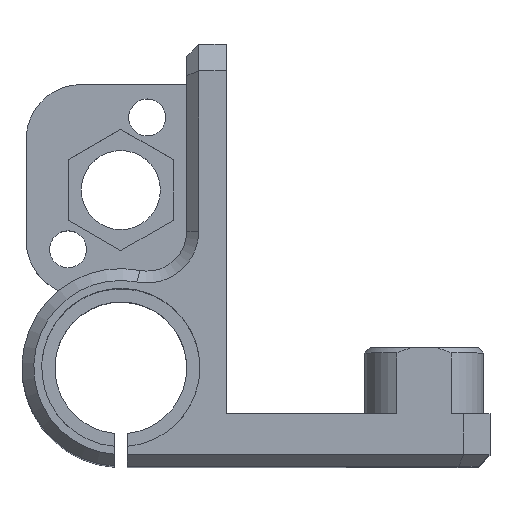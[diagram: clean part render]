
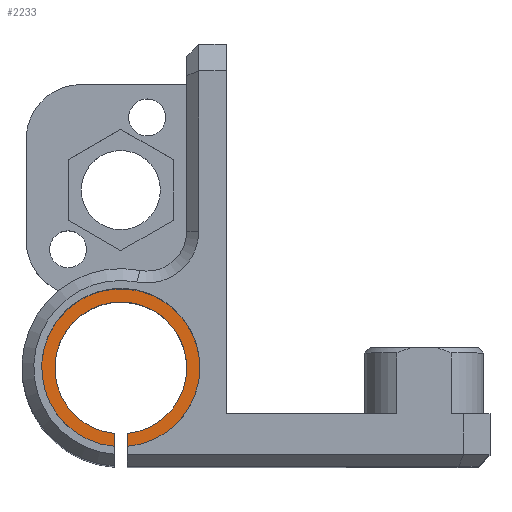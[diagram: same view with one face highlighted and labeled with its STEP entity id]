
A CAD part, top view. The second image highlights one B-rep face of the part: STEP entity #2233.
In plain terms, the highlighted planar face has unit normal (0, 0, 1).
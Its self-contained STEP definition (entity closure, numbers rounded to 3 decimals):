
#44 = PLANE('',#45);
#45 = AXIS2_PLACEMENT_3D('',#46,#47,#48);
#46 = CARTESIAN_POINT('',(-0.5,-4.073,26.5));
#47 = DIRECTION('',(1.,0.,0.));
#48 = DIRECTION('',(0.,0.,1.));
#73 = CYLINDRICAL_SURFACE('',#74,6.);
#74 = AXIS2_PLACEMENT_3D('',#75,#76,#77);
#75 = CARTESIAN_POINT('',(0.,2.5,0.));
#76 = DIRECTION('',(0.,0.,1.));
#77 = DIRECTION('',(1.,0.,0.));
#125 = PLANE('',#126);
#126 = AXIS2_PLACEMENT_3D('',#127,#128,#129);
#127 = CARTESIAN_POINT('',(0.5,-4.081,26.5));
#128 = DIRECTION('',(-1.,-0.,-0.));
#129 = DIRECTION('',(0.,0.,-1.));
#704 = VERTEX_POINT('',#705);
#705 = CARTESIAN_POINT('',(-0.5,-2.475,34.));
#719 = CYLINDRICAL_SURFACE('',#720,5.);
#720 = AXIS2_PLACEMENT_3D('',#721,#722,#723);
#721 = CARTESIAN_POINT('',(0.,2.5,19.));
#722 = DIRECTION('',(0.,0.,1.));
#723 = DIRECTION('',(1.,0.,0.));
#731 = EDGE_CURVE('',#732,#704,#734,.T.);
#732 = VERTEX_POINT('',#733);
#733 = CARTESIAN_POINT('',(-0.5,-3.479,34.));
#734 = SURFACE_CURVE('',#735,(#739,#746),.PCURVE_S1.);
#735 = LINE('',#736,#737);
#736 = CARTESIAN_POINT('',(-0.5,-2.25,34.));
#737 = VECTOR('',#738,1.);
#738 = DIRECTION('',(0.,1.,0.));
#739 = PCURVE('',#44,#740);
#740 = DEFINITIONAL_REPRESENTATION('',(#741),#745);
#741 = LINE('',#742,#743);
#742 = CARTESIAN_POINT('',(7.5,-1.823));
#743 = VECTOR('',#744,1.);
#744 = DIRECTION('',(0.,-1.));
#745 = ( GEOMETRIC_REPRESENTATION_CONTEXT(2) 
PARAMETRIC_REPRESENTATION_CONTEXT() REPRESENTATION_CONTEXT('2D SPACE',''
  ) );
#746 = PCURVE('',#747,#752);
#747 = PLANE('',#748);
#748 = AXIS2_PLACEMENT_3D('',#749,#750,#751);
#749 = CARTESIAN_POINT('',(0.,2.5,34.));
#750 = DIRECTION('',(0.,0.,1.));
#751 = DIRECTION('',(1.,0.,0.));
#752 = DEFINITIONAL_REPRESENTATION('',(#753),#756);
#753 = B_SPLINE_CURVE_WITH_KNOTS('',1,(#754,#755),.UNSPECIFIED.,.F.,.F.,
  (2,2),(-2.25,2.25),.PIECEWISE_BEZIER_KNOTS.);
#754 = CARTESIAN_POINT('',(-0.5,-7.));
#755 = CARTESIAN_POINT('',(-0.5,-2.5));
#756 = ( GEOMETRIC_REPRESENTATION_CONTEXT(2) 
PARAMETRIC_REPRESENTATION_CONTEXT() REPRESENTATION_CONTEXT('2D SPACE',''
  ) );
#830 = EDGE_CURVE('',#831,#732,#833,.T.);
#831 = VERTEX_POINT('',#832);
#832 = CARTESIAN_POINT('',(0.5,-3.479,34.));
#833 = SURFACE_CURVE('',#834,(#839,#846),.PCURVE_S1.);
#834 = CIRCLE('',#835,6.);
#835 = AXIS2_PLACEMENT_3D('',#836,#837,#838);
#836 = CARTESIAN_POINT('',(0.,2.5,34.));
#837 = DIRECTION('',(0.,0.,1.));
#838 = DIRECTION('',(1.,0.,0.));
#839 = PCURVE('',#73,#840);
#840 = DEFINITIONAL_REPRESENTATION('',(#841),#845);
#841 = LINE('',#842,#843);
#842 = CARTESIAN_POINT('',(-6.283,34.));
#843 = VECTOR('',#844,1.);
#844 = DIRECTION('',(1.,0.));
#845 = ( GEOMETRIC_REPRESENTATION_CONTEXT(2) 
PARAMETRIC_REPRESENTATION_CONTEXT() REPRESENTATION_CONTEXT('2D SPACE',''
  ) );
#846 = PCURVE('',#747,#847);
#847 = DEFINITIONAL_REPRESENTATION('',(#848),#852);
#848 = CIRCLE('',#849,6.);
#849 = AXIS2_PLACEMENT_2D('',#850,#851);
#850 = CARTESIAN_POINT('',(0.,0.));
#851 = DIRECTION('',(1.,0.));
#852 = ( GEOMETRIC_REPRESENTATION_CONTEXT(2) 
PARAMETRIC_REPRESENTATION_CONTEXT() REPRESENTATION_CONTEXT('2D SPACE',''
  ) );
#995 = EDGE_CURVE('',#831,#996,#998,.T.);
#996 = VERTEX_POINT('',#997);
#997 = CARTESIAN_POINT('',(0.5,-2.475,34.));
#998 = SURFACE_CURVE('',#999,(#1003,#1010),.PCURVE_S1.);
#999 = LINE('',#1000,#1001);
#1000 = CARTESIAN_POINT('',(0.5,-2.25,34.));
#1001 = VECTOR('',#1002,1.);
#1002 = DIRECTION('',(0.,1.,0.));
#1003 = PCURVE('',#125,#1004);
#1004 = DEFINITIONAL_REPRESENTATION('',(#1005),#1009);
#1005 = LINE('',#1006,#1007);
#1006 = CARTESIAN_POINT('',(-7.5,-1.831));
#1007 = VECTOR('',#1008,1.);
#1008 = DIRECTION('',(0.,-1.));
#1009 = ( GEOMETRIC_REPRESENTATION_CONTEXT(2) 
PARAMETRIC_REPRESENTATION_CONTEXT() REPRESENTATION_CONTEXT('2D SPACE',''
  ) );
#1010 = PCURVE('',#747,#1011);
#1011 = DEFINITIONAL_REPRESENTATION('',(#1012),#1015);
#1012 = B_SPLINE_CURVE_WITH_KNOTS('',1,(#1013,#1014),.UNSPECIFIED.,.F.,
  .F.,(2,2),(-2.25,2.25),.PIECEWISE_BEZIER_KNOTS.);
#1013 = CARTESIAN_POINT('',(0.5,-7.));
#1014 = CARTESIAN_POINT('',(0.5,-2.5));
#1015 = ( GEOMETRIC_REPRESENTATION_CONTEXT(2) 
PARAMETRIC_REPRESENTATION_CONTEXT() REPRESENTATION_CONTEXT('2D SPACE',''
  ) );
#2233 = ADVANCED_FACE('',(#2234),#747,.T.);
#2234 = FACE_BOUND('',#2235,.T.);
#2235 = EDGE_LOOP('',(#2236,#2237,#2238,#2239,#2263));
#2236 = ORIENTED_EDGE('',*,*,#995,.F.);
#2237 = ORIENTED_EDGE('',*,*,#830,.T.);
#2238 = ORIENTED_EDGE('',*,*,#731,.T.);
#2239 = ORIENTED_EDGE('',*,*,#2240,.F.);
#2240 = EDGE_CURVE('',#2241,#704,#2243,.T.);
#2241 = VERTEX_POINT('',#2242);
#2242 = CARTESIAN_POINT('',(5.,2.5,34.));
#2243 = SURFACE_CURVE('',#2244,(#2249,#2256),.PCURVE_S1.);
#2244 = CIRCLE('',#2245,5.);
#2245 = AXIS2_PLACEMENT_3D('',#2246,#2247,#2248);
#2246 = CARTESIAN_POINT('',(0.,2.5,34.));
#2247 = DIRECTION('',(0.,0.,1.));
#2248 = DIRECTION('',(1.,0.,0.));
#2249 = PCURVE('',#747,#2250);
#2250 = DEFINITIONAL_REPRESENTATION('',(#2251),#2255);
#2251 = CIRCLE('',#2252,5.);
#2252 = AXIS2_PLACEMENT_2D('',#2253,#2254);
#2253 = CARTESIAN_POINT('',(0.,0.));
#2254 = DIRECTION('',(1.,0.));
#2255 = ( GEOMETRIC_REPRESENTATION_CONTEXT(2) 
PARAMETRIC_REPRESENTATION_CONTEXT() REPRESENTATION_CONTEXT('2D SPACE',''
  ) );
#2256 = PCURVE('',#719,#2257);
#2257 = DEFINITIONAL_REPRESENTATION('',(#2258),#2262);
#2258 = LINE('',#2259,#2260);
#2259 = CARTESIAN_POINT('',(0.,15.));
#2260 = VECTOR('',#2261,1.);
#2261 = DIRECTION('',(1.,0.));
#2262 = ( GEOMETRIC_REPRESENTATION_CONTEXT(2) 
PARAMETRIC_REPRESENTATION_CONTEXT() REPRESENTATION_CONTEXT('2D SPACE',''
  ) );
#2263 = ORIENTED_EDGE('',*,*,#2264,.F.);
#2264 = EDGE_CURVE('',#996,#2241,#2265,.T.);
#2265 = SURFACE_CURVE('',#2266,(#2271,#2278),.PCURVE_S1.);
#2266 = CIRCLE('',#2267,5.);
#2267 = AXIS2_PLACEMENT_3D('',#2268,#2269,#2270);
#2268 = CARTESIAN_POINT('',(0.,2.5,34.));
#2269 = DIRECTION('',(0.,0.,1.));
#2270 = DIRECTION('',(1.,0.,0.));
#2271 = PCURVE('',#747,#2272);
#2272 = DEFINITIONAL_REPRESENTATION('',(#2273),#2277);
#2273 = CIRCLE('',#2274,5.);
#2274 = AXIS2_PLACEMENT_2D('',#2275,#2276);
#2275 = CARTESIAN_POINT('',(0.,0.));
#2276 = DIRECTION('',(1.,0.));
#2277 = ( GEOMETRIC_REPRESENTATION_CONTEXT(2) 
PARAMETRIC_REPRESENTATION_CONTEXT() REPRESENTATION_CONTEXT('2D SPACE',''
  ) );
#2278 = PCURVE('',#719,#2279);
#2279 = DEFINITIONAL_REPRESENTATION('',(#2280),#2284);
#2280 = LINE('',#2281,#2282);
#2281 = CARTESIAN_POINT('',(-6.283,15.));
#2282 = VECTOR('',#2283,1.);
#2283 = DIRECTION('',(1.,0.));
#2284 = ( GEOMETRIC_REPRESENTATION_CONTEXT(2) 
PARAMETRIC_REPRESENTATION_CONTEXT() REPRESENTATION_CONTEXT('2D SPACE',''
  ) );
